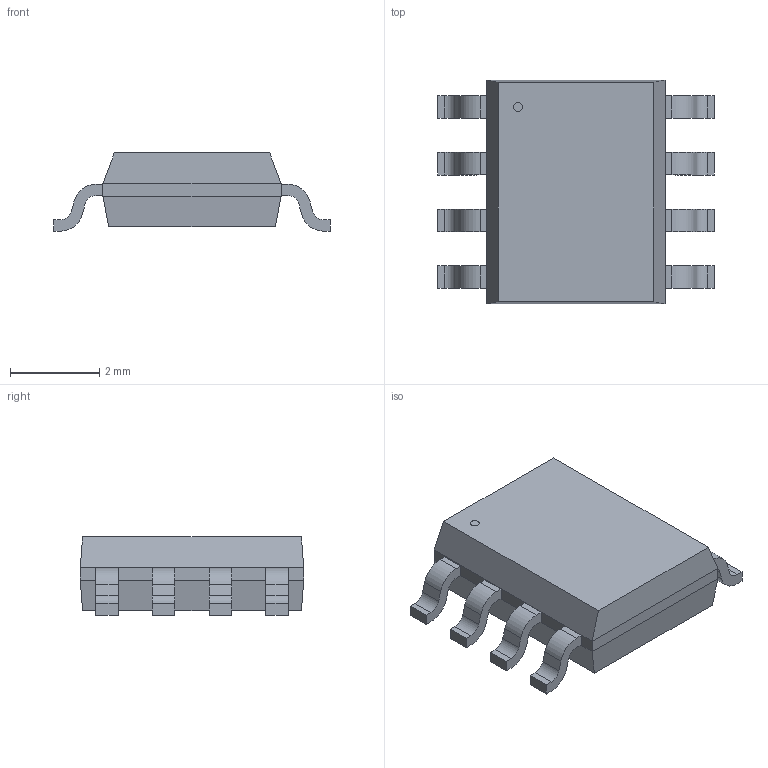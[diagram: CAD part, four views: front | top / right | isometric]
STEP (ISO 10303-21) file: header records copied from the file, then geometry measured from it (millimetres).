
FILE_DESCRIPTION(/* description */ ('STEP AP214'),/* implementation_level */ '2;1');
FILE_NAME(/* name */ 'LM2904DR.stp',/* time_stamp */ '2020-11-19T10:27:18-04:00',/* author */ ('lvasquez'),/* organization */ (''),/* preprocessor_version */ 'ST-DEVELOPER v17',/* originating_system */ 'Autodesk Inventor 2019',/* authorisation */ '');
FILE_SCHEMA (('AUTOMOTIVE_DESIGN { 1 0 10303 214 3 1 1 }'));
Length unit declared in the file: millimetre
Products named in the file (1): D8
Bounding box: 6.2 x 5 x 1.75 mm (x, y, z)
Volume: 33 mm3; surface area: 86 mm2
Topology: 10 solids, 10 shells, 129 faces, 319 edges, 210 vertices
Faces by surface type: plane 96, cylinder 33
Full cylindrical faces by diameter (mm): 0.199 x1
Entity records: 3846 total; most frequent: CARTESIAN_POINT 659, DIRECTION 645, ORIENTED_EDGE 638, EDGE_CURVE 319, LINE 253, VECTOR 253, VERTEX_POINT 210, AXIS2_PLACEMENT_3D 196
